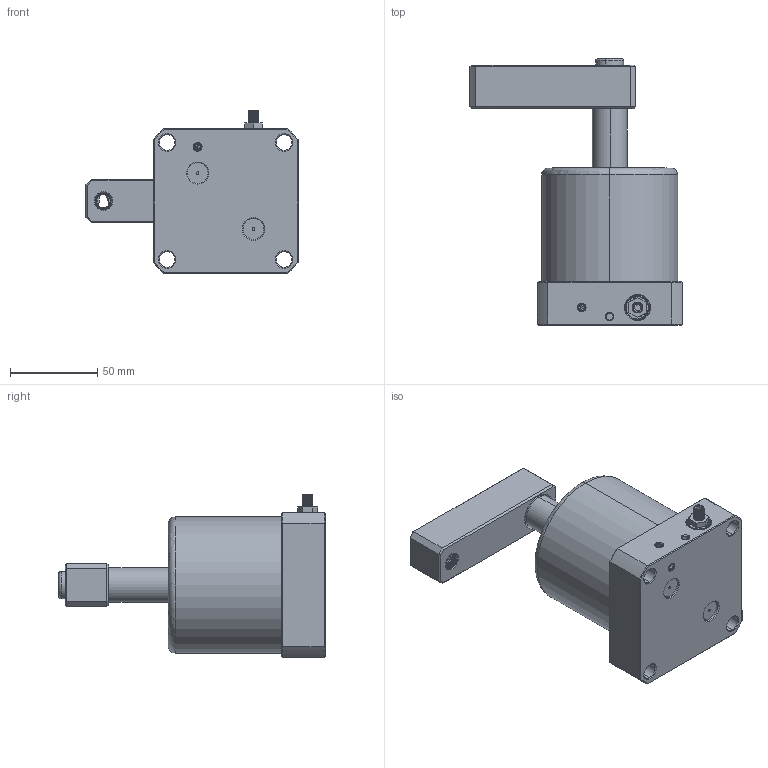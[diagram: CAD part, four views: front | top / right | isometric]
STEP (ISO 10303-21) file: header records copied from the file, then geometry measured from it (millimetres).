
FILE_DESCRIPTION (( 'STEP AP203' ), '1' );
FILE_NAME ('ASC-MF63S.STEP', '2019-05-23T09:08:37', ( 'User' ), ( 'china' ), 'SwSTEP 2.0', 'SolidWorks 2018', '' );
FILE_SCHEMA (( 'CONFIG_CONTROL_DESIGN' ));
Length unit declared in the file: millimetre
Products named in the file (10): Spring lock washers--Normal type GB_GB_FASTENER_WASHER_SW 10; Hexagon socket head cap screws GB_GB_FASTENER_SCREWS_HSHCS M10X25-S; 揤旋12; 覃厒概10; hex thin nut gradeb_iso_Hexagon Nut ISO - 4036 - M6 - N_1; MF63S活塞杆; MF63Sヶ裔; 掛极233; ASC-MF63S; hex socket set screws with flat point gb_GB_FASTENER_SCREWS_HSFP M4X6-S_1
Assembly tree (10 placements, depth 2):
  ASC-MF63S
    掛极233
    hex socket set screws with flat point gb_GB_FASTENER_SCREWS_HSFP M4X6-S_1  x2
    Spring lock washers--Normal type GB_GB_FASTENER_WASHER_SW 10
    Hexagon socket head cap screws GB_GB_FASTENER_SCREWS_HSHCS M10X25-S
    揤旋12
    覃厒概10
    hex thin nut gradeb_iso_Hexagon Nut ISO - 4036 - M6 - N_1
    MF63S活塞杆
    MF63Sヶ裔
Bounding box: 121.5 x 152.6 x 93.3 mm (x, y, z)
Volume: 484785.7 mm3; surface area: 105838.9 mm2
Topology: 11 solids, 11 shells, 910 faces, 2206 edges, 1342 vertices
Faces by surface type: cylinder 414, cone 306, plane 152, bspline 32, torus 6
Entity records: 48450 total; most frequent: CARTESIAN_POINT 29229, ORIENTED_EDGE 4018, DIRECTION 3650, EDGE_CURVE 2009, AXIS2_PLACEMENT_3D 1414, VERTEX_POINT 1243, EDGE_LOOP 878, LINE 822
